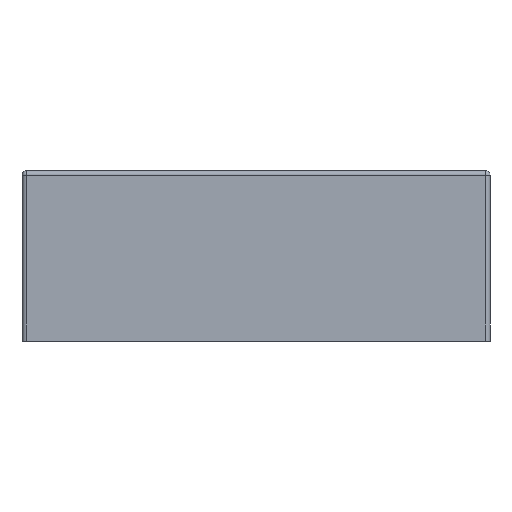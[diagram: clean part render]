
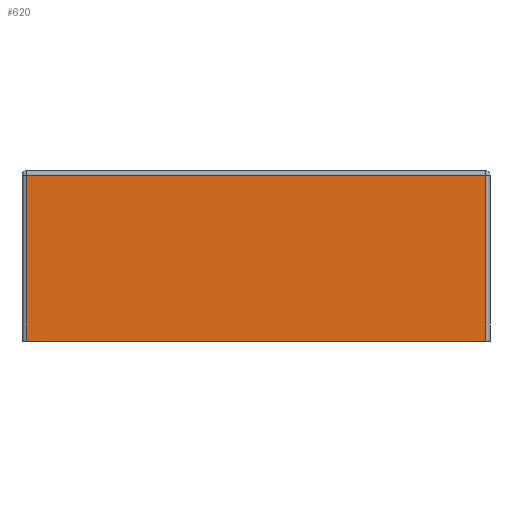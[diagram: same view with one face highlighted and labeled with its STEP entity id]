
A CAD part, left-side view. The second image highlights one B-rep face of the part: STEP entity #620.
In plain terms, the highlighted planar face has unit normal (-1, 0, 0).
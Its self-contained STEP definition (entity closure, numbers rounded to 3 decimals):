
#51=LINE('',#1130,#80);
#54=LINE('',#1144,#83);
#63=LINE('',#1175,#92);
#69=LINE('',#1209,#98);
#80=VECTOR('',#852,10.);
#83=VECTOR('',#867,10.);
#92=VECTOR('',#908,10.);
#98=VECTOR('',#958,10.);
#112=PLANE('',#736);
#154=FACE_OUTER_BOUND('',#198,.T.);
#198=EDGE_LOOP('',(#559,#560,#561,#562));
#293=VERTEX_POINT('',#1123);
#295=VERTEX_POINT('',#1128);
#296=VERTEX_POINT('',#1133);
#299=VERTEX_POINT('',#1140);
#363=EDGE_CURVE('',#295,#293,#51,.T.);
#370=EDGE_CURVE('',#296,#299,#54,.T.);
#387=EDGE_CURVE('',#293,#296,#63,.T.);
#399=EDGE_CURVE('',#299,#295,#69,.T.);
#559=ORIENTED_EDGE('',*,*,#363,.F.);
#560=ORIENTED_EDGE('',*,*,#399,.F.);
#561=ORIENTED_EDGE('',*,*,#370,.F.);
#562=ORIENTED_EDGE('',*,*,#387,.F.);
#620=ADVANCED_FACE('',(#154),#112,.T.);
#736=AXIS2_PLACEMENT_3D('',#1208,#956,#957);
#852=DIRECTION('',(0.,0.,1.));
#867=DIRECTION('',(0.,0.,-1.));
#908=DIRECTION('',(0.,-1.,0.));
#956=DIRECTION('center_axis',(-1.,0.,0.));
#957=DIRECTION('ref_axis',(0.,-1.,0.));
#958=DIRECTION('',(0.,1.,0.));
#1123=CARTESIAN_POINT('',(0.,109.,39.));
#1128=CARTESIAN_POINT('',(0.,109.,0.));
#1130=CARTESIAN_POINT('',(0.,109.,0.));
#1133=CARTESIAN_POINT('',(0.,1.,39.));
#1140=CARTESIAN_POINT('',(0.,1.,0.));
#1144=CARTESIAN_POINT('',(0.,1.,0.));
#1175=CARTESIAN_POINT('',(0.,82.5,39.));
#1208=CARTESIAN_POINT('Origin',(0.,110.,0.));
#1209=CARTESIAN_POINT('',(0.,0.,0.));
